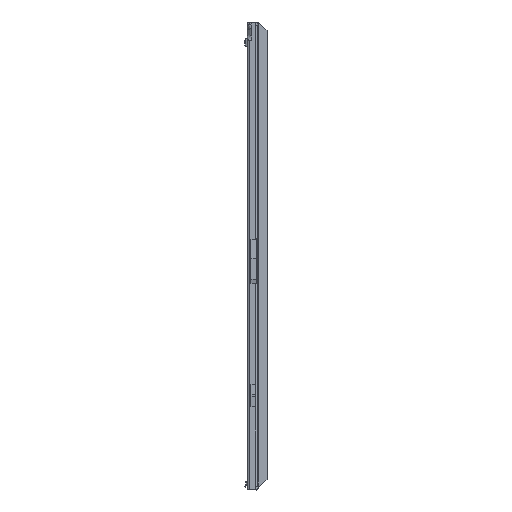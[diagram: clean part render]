
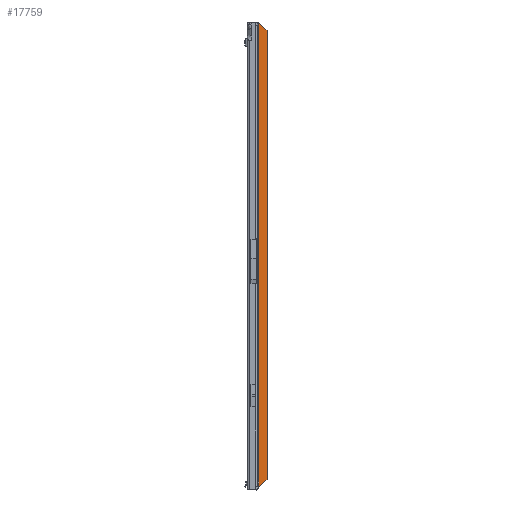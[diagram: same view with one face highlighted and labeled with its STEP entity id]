
A CAD part, front view. The second image highlights one B-rep face of the part: STEP entity #17759.
In plain terms, the highlighted planar face has unit normal (0, -1, 0).
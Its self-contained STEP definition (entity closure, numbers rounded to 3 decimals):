
#556 = VECTOR ( 'NONE', #18343, 1000. ) ;
#607 = ORIENTED_EDGE ( 'NONE', *, *, #13273, .T. ) ;
#960 = VERTEX_POINT ( 'NONE', #10273 ) ;
#1942 = VECTOR ( 'NONE', #12698, 1000. ) ;
#2768 = EDGE_LOOP ( 'NONE', ( #6529, #5874, #14537, #607 ) ) ;
#3413 = DIRECTION ( 'NONE',  ( 0., 0., -1. ) ) ;
#3462 = PLANE ( 'NONE',  #17645 ) ;
#5418 = FACE_OUTER_BOUND ( 'NONE', #2768, .T. ) ;
#5874 = ORIENTED_EDGE ( 'NONE', *, *, #21412, .T. ) ;
#6529 = ORIENTED_EDGE ( 'NONE', *, *, #12751, .T. ) ;
#7279 = EDGE_CURVE ( 'NONE', #25446, #21619, #24773, .T. ) ;
#9333 = CARTESIAN_POINT ( 'NONE',  ( 13.5, 0.9, -733.8 ) ) ;
#9670 = CARTESIAN_POINT ( 'NONE',  ( 0.5, 0.9, 0. ) ) ;
#10001 = CARTESIAN_POINT ( 'NONE',  ( 0., 0.9, 0. ) ) ;
#10273 = CARTESIAN_POINT ( 'NONE',  ( 0.5, 0.9, -746.8 ) ) ;
#11063 = CARTESIAN_POINT ( 'NONE',  ( 13.5, 0.9, -14.2 ) ) ;
#11920 = VERTEX_POINT ( 'NONE', #14788 ) ;
#12698 = DIRECTION ( 'NONE',  ( -0.707, 0., 0.707 ) ) ;
#12751 = EDGE_CURVE ( 'NONE', #11920, #960, #22491, .T. ) ;
#13273 = EDGE_CURVE ( 'NONE', #25446, #11920, #14934, .T. ) ;
#13478 = CARTESIAN_POINT ( 'NONE',  ( -0.35, 0.9, -0.35 ) ) ;
#14174 = DIRECTION ( 'NONE',  ( 1., 0., 0. ) ) ;
#14537 = ORIENTED_EDGE ( 'NONE', *, *, #7279, .F. ) ;
#14788 = CARTESIAN_POINT ( 'NONE',  ( 0.5, 0.9, -1.2 ) ) ;
#14934 = LINE ( 'NONE', #13478, #1942 ) ;
#17645 = AXIS2_PLACEMENT_3D ( 'NONE', #10001, #18360, #14174 ) ;
#17759 = ADVANCED_FACE ( 'NONE', ( #5418 ), #3462, .T. ) ;
#18343 = DIRECTION ( 'NONE',  ( 0., 0., -1. ) ) ;
#18360 = DIRECTION ( 'NONE',  ( 0., -1., 0. ) ) ;
#18490 = CARTESIAN_POINT ( 'NONE',  ( 13.5, 0.9, -748. ) ) ;
#18865 = VECTOR ( 'NONE', #3413, 1000. ) ;
#19954 = VECTOR ( 'NONE', #25346, 1000. ) ;
#21412 = EDGE_CURVE ( 'NONE', #960, #21619, #27293, .T. ) ;
#21619 = VERTEX_POINT ( 'NONE', #9333 ) ;
#22491 = LINE ( 'NONE', #9670, #18865 ) ;
#24773 = LINE ( 'NONE', #18490, #556 ) ;
#25065 = CARTESIAN_POINT ( 'NONE',  ( 373.65, 0.9, -373.65 ) ) ;
#25346 = DIRECTION ( 'NONE',  ( 0.707, 0., 0.707 ) ) ;
#25446 = VERTEX_POINT ( 'NONE', #11063 ) ;
#27293 = LINE ( 'NONE', #25065, #19954 ) ;
